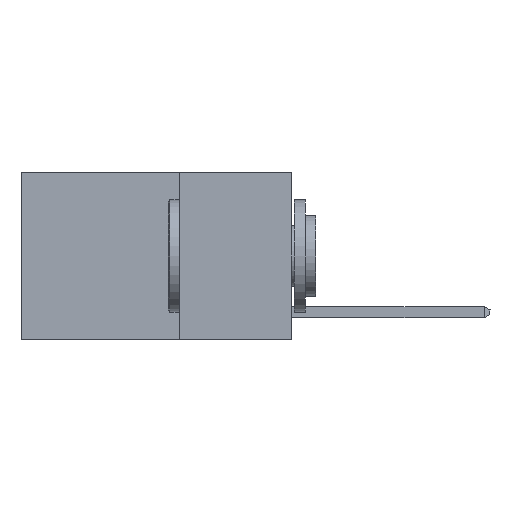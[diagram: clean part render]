
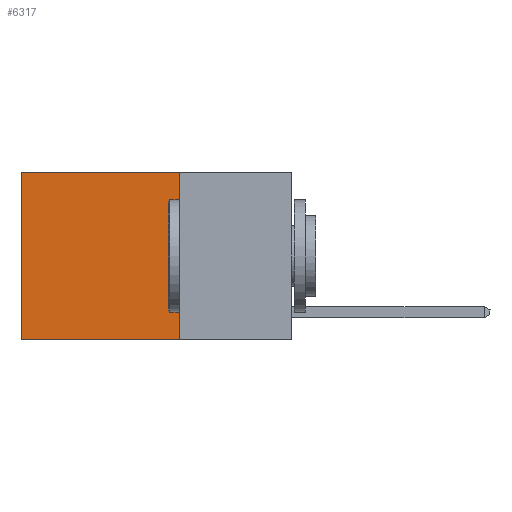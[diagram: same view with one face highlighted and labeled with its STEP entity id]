
A CAD part, left-side view. The second image highlights one B-rep face of the part: STEP entity #6317.
In plain terms, the highlighted planar face has unit normal (-1, 0, 0).
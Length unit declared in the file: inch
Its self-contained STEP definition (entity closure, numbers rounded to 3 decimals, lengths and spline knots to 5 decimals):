
#688 = ORIENTED_EDGE ( 'NONE', *, *, #7255, .T. ) ;
#860 = VERTEX_POINT ( 'NONE', #9101 ) ;
#875 = VECTOR ( 'NONE', #2330, 39.37008 ) ;
#1665 = CARTESIAN_POINT ( 'NONE',  ( 0.2625, 0.6, 0. ) ) ;
#2054 = EDGE_CURVE ( 'NONE', #5382, #860, #12485, .T. ) ;
#2330 = DIRECTION ( 'NONE',  ( 0., 1., 0. ) ) ;
#2403 = VECTOR ( 'NONE', #10898, 39.37008 ) ;
#2780 = EDGE_LOOP ( 'NONE', ( #688, #8618, #5488, #11609 ) ) ;
#3259 = PLANE ( 'NONE',  #4053 ) ;
#3531 = VECTOR ( 'NONE', #3909, 39.37008 ) ;
#3627 = CARTESIAN_POINT ( 'NONE',  ( 0.2625, 0.6, -0.37 ) ) ;
#3854 = LINE ( 'NONE', #7691, #875 ) ;
#3856 = DIRECTION ( 'NONE',  ( 0., 0., -1. ) ) ;
#3909 = DIRECTION ( 'NONE',  ( 0., 1., 0. ) ) ;
#4053 = AXIS2_PLACEMENT_3D ( 'NONE', #8441, #5388, #6357 ) ;
#4823 = CARTESIAN_POINT ( 'NONE',  ( 0.2625, 0.25, 0. ) ) ;
#5382 = VERTEX_POINT ( 'NONE', #5403 ) ;
#5388 = DIRECTION ( 'NONE',  ( 1., 0., 0. ) ) ;
#5403 = CARTESIAN_POINT ( 'NONE',  ( 0.2625, 0.25, 0. ) ) ;
#5488 = ORIENTED_EDGE ( 'NONE', *, *, #2054, .F. ) ;
#5786 = FACE_OUTER_BOUND ( 'NONE', #2780, .T. ) ;
#6253 = LINE ( 'NONE', #9089, #3531 ) ;
#6316 = EDGE_CURVE ( 'NONE', #5382, #10961, #3854, .T. ) ;
#6317 = ADVANCED_FACE ( 'NONE', ( #5786 ), #3259, .F. ) ;
#6357 = DIRECTION ( 'NONE',  ( 0., 0., -1. ) ) ;
#7089 = VECTOR ( 'NONE', #3856, 39.37008 ) ;
#7255 = EDGE_CURVE ( 'NONE', #10961, #8232, #10376, .T. ) ;
#7691 = CARTESIAN_POINT ( 'NONE',  ( 0.2625, 0.25, 0. ) ) ;
#8232 = VERTEX_POINT ( 'NONE', #3627 ) ;
#8441 = CARTESIAN_POINT ( 'NONE',  ( 0.2625, 0.25, 0. ) ) ;
#8618 = ORIENTED_EDGE ( 'NONE', *, *, #10633, .F. ) ;
#9089 = CARTESIAN_POINT ( 'NONE',  ( 0.2625, 0.25, -0.37 ) ) ;
#9101 = CARTESIAN_POINT ( 'NONE',  ( 0.2625, 0.25, -0.37 ) ) ;
#10106 = CARTESIAN_POINT ( 'NONE',  ( 0.2625, 0.6, 0. ) ) ;
#10376 = LINE ( 'NONE', #1665, #2403 ) ;
#10633 = EDGE_CURVE ( 'NONE', #860, #8232, #6253, .T. ) ;
#10898 = DIRECTION ( 'NONE',  ( 0., 0., -1. ) ) ;
#10961 = VERTEX_POINT ( 'NONE', #10106 ) ;
#11609 = ORIENTED_EDGE ( 'NONE', *, *, #6316, .T. ) ;
#12485 = LINE ( 'NONE', #4823, #7089 ) ;
